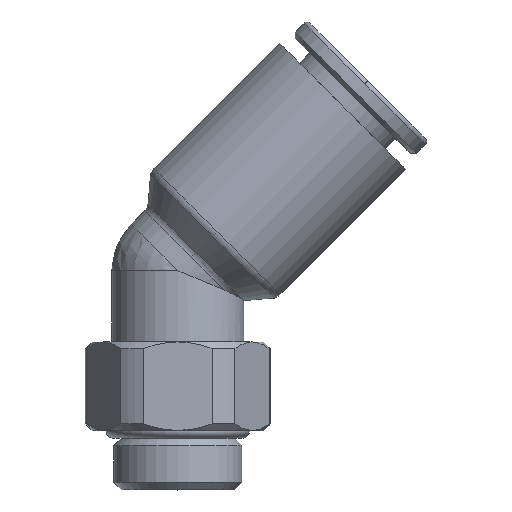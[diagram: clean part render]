
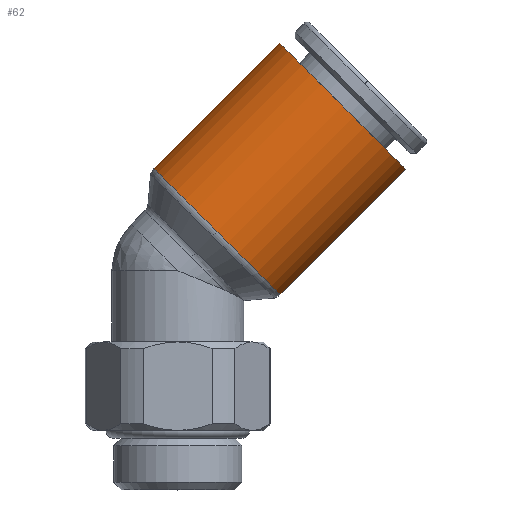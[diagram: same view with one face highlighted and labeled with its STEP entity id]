
A CAD part, top view. The second image highlights one B-rep face of the part: STEP entity #62.
In plain terms, the highlighted cylindrical face has radius 6.75 mm (diameter 13.5 mm), a partial arc.
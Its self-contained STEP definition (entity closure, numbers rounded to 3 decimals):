
#62=ADVANCED_FACE('',(#155),#156,.T.);
#155=FACE_OUTER_BOUND('',#314,.T.);
#156=CYLINDRICAL_SURFACE('',#315,6.75);
#314=EDGE_LOOP('',(#556,#557,#558,#559,#560));
#315=AXIS2_PLACEMENT_3D('',#561,#562,#563);
#556=ORIENTED_EDGE('',*,*,#1087,.F.);
#557=ORIENTED_EDGE('',*,*,#1088,.T.);
#558=ORIENTED_EDGE('',*,*,#1089,.T.);
#559=ORIENTED_EDGE('',*,*,#1090,.F.);
#560=ORIENTED_EDGE('',*,*,#1091,.F.);
#561=CARTESIAN_POINT('',(7.725,19.825,0.0));
#562=DIRECTION('',(0.707,0.707,0.0));
#563=DIRECTION('',(-0.707,0.707,0.0));
#1087=EDGE_CURVE('',#1316,#1317,#1318,.T.);
#1088=EDGE_CURVE('',#1316,#1319,#1320,.T.);
#1089=EDGE_CURVE('',#1319,#1321,#1322,.T.);
#1090=EDGE_CURVE('',#1323,#1321,#1324,.T.);
#1091=EDGE_CURVE('',#1317,#1323,#1325,.T.);
#1316=VERTEX_POINT('',#1738);
#1317=VERTEX_POINT('',#1739);
#1318=LINE('',#1740,#1741);
#1319=VERTEX_POINT('',#1742);
#1320=CIRCLE('',#1743,6.75);
#1321=VERTEX_POINT('',#1744);
#1322=CIRCLE('',#1745,6.75);
#1323=VERTEX_POINT('',#1746);
#1324=LINE('',#1747,#1748);
#1325=CIRCLE('',#1749,6.75);
#1738=CARTESIAN_POINT('',(-1.803,19.843,0.0));
#1739=CARTESIAN_POINT('',(7.707,29.353,0.0));
#1740=CARTESIAN_POINT('',(2.952,24.598,0.));
#1741=VECTOR('',#2329,1.0);
#1742=CARTESIAN_POINT('',(2.97,15.07,6.75));
#1743=AXIS2_PLACEMENT_3D('',#2330,#2331,#2332);
#1744=CARTESIAN_POINT('',(7.743,10.297,0.));
#1745=AXIS2_PLACEMENT_3D('',#2333,#2334,#2335);
#1746=CARTESIAN_POINT('',(17.253,19.807,0.));
#1747=CARTESIAN_POINT('',(12.498,15.052,0.));
#1748=VECTOR('',#2336,1.0);
#1749=AXIS2_PLACEMENT_3D('',#2337,#2338,#2339);
#2329=DIRECTION('',(0.707,0.707,0.0));
#2330=CARTESIAN_POINT('',(2.97,15.07,0.0));
#2331=DIRECTION('',(0.707,0.707,0.0));
#2332=DIRECTION('',(-0.707,0.707,0.0));
#2333=CARTESIAN_POINT('',(2.97,15.07,0.0));
#2334=DIRECTION('',(0.707,0.707,0.0));
#2335=DIRECTION('',(-0.707,0.707,0.0));
#2336=DIRECTION('',(-0.707,-0.707,-0.0));
#2337=CARTESIAN_POINT('',(12.48,24.58,0.0));
#2338=DIRECTION('',(0.707,0.707,0.0));
#2339=DIRECTION('',(-0.707,0.707,0.0));
